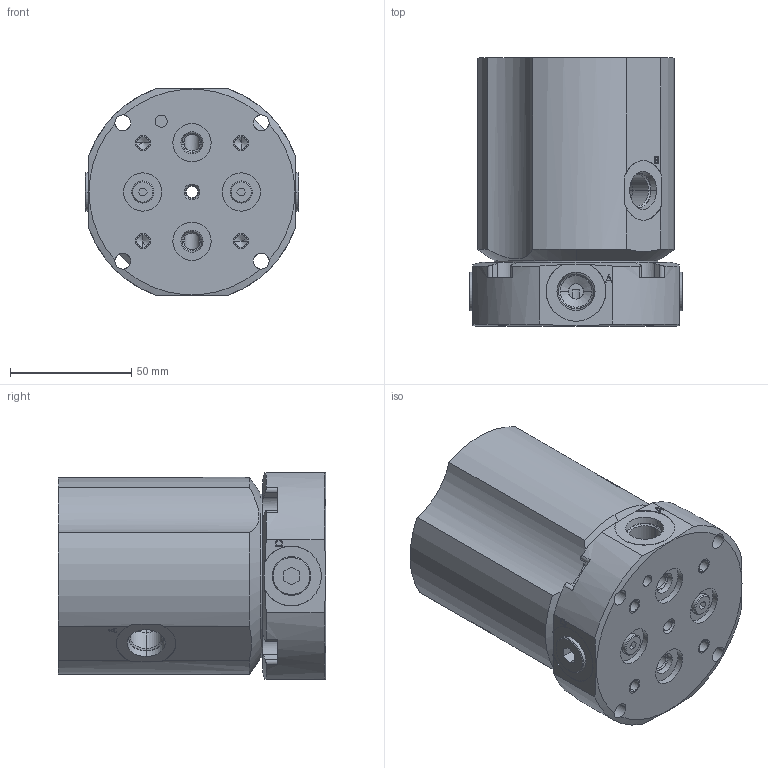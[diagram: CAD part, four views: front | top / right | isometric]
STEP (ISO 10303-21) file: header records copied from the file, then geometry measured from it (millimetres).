
FILE_DESCRIPTION((''),'2;1');
FILE_NAME('ILC32226204','2024-04-23T14:06:12',('npeters'),(''),'CREO PARAMETRIC BY PTC INC, 2021164','CREO PARAMETRIC BY PTC INC, 2021164','');
FILE_SCHEMA(('AUTOMOTIVE_DESIGN { 1 0 10303 214 1 1 1 1 }'));
Length unit declared in the file: inch
Products named in the file (1): ILC32226204
Bounding box: 88.14 x 110.49 x 85.09 mm (x, y, z)
Volume: 543543.6 mm3; surface area: 60782.7 mm2
Topology: 1 solids, 24 shells, 526 faces, 1418 edges, 937 vertices
Faces by surface type: plane 278, cylinder 156, cone 92
Entity records: 21840 total; most frequent: CARTESIAN_POINT 3842, DIRECTION 2833, ORIENTED_EDGE 2620, PRESENTATION_STYLE_ASSIGNMENT 1457, STYLED_ITEM 1457, CURVE_STYLE 1432, EDGE_CURVE 1352, AXIS2_PLACEMENT_3D 957
